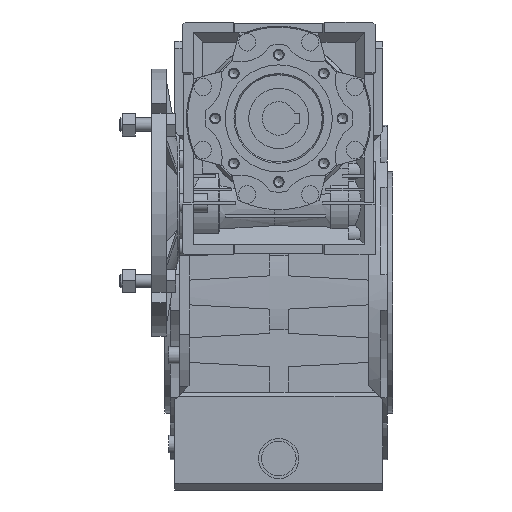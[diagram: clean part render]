
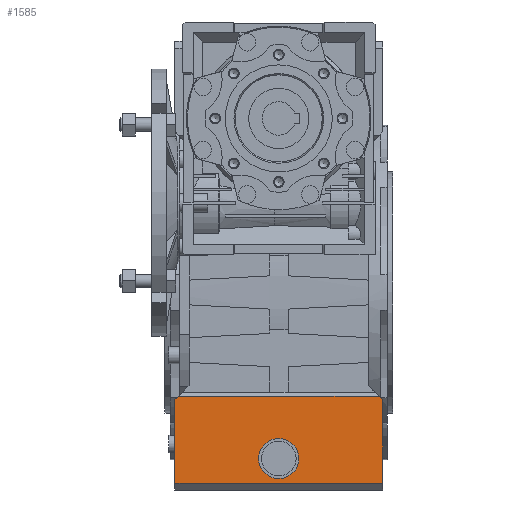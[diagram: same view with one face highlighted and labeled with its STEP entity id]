
A CAD part, front view. The second image highlights one B-rep face of the part: STEP entity #1585.
In plain terms, the highlighted planar face has unit normal (0, -1, 0).
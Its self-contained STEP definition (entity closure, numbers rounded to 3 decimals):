
#1585=ADVANCED_FACE('',(#17453,#17455),#17457,.F.);
#17453=FACE_BOUND('',#17454,.T.);
#17454=EDGE_LOOP('',(#30642,#30643,#30644,#30645,#30646,#30647));
#17455=FACE_BOUND('',#17456,.T.);
#17456=EDGE_LOOP('',(#30648));
#17457=PLANE('',#17458);
#17458=AXIS2_PLACEMENT_3D('',#17459,#17460,#17461);
#17459=CARTESIAN_POINT('',(77.5,-145.,182.5));
#17460=DIRECTION('',(-0.,1.,0.));
#17461=DIRECTION('',(0.,-0.,1.));
#30642=ORIENTED_EDGE('',*,*,#39744,.T.);
#30643=ORIENTED_EDGE('',*,*,#39747,.T.);
#30644=ORIENTED_EDGE('',*,*,#39748,.T.);
#30645=ORIENTED_EDGE('',*,*,#39749,.F.);
#30646=ORIENTED_EDGE('',*,*,#39750,.T.);
#30647=ORIENTED_EDGE('',*,*,#39566,.T.);
#30648=ORIENTED_EDGE('',*,*,#39751,.T.);
#39566=EDGE_CURVE('',#44407,#44404,#44408,.T.);
#39744=EDGE_CURVE('',#44404,#44709,#44710,.T.);
#39747=EDGE_CURVE('',#44709,#44714,#44715,.T.);
#39748=EDGE_CURVE('',#44714,#44716,#44717,.F.);
#39749=EDGE_CURVE('',#44718,#44716,#44719,.T.);
#39750=EDGE_CURVE('',#44718,#44407,#44720,.T.);
#39751=EDGE_CURVE('',#44721,#44721,#44722,.F.);
#44404=VERTEX_POINT('',#52653);
#44407=VERTEX_POINT('',#52658);
#44408=LINE('',#52659,#52660);
#44709=VERTEX_POINT('',#53346);
#44710=LINE('',#53347,#53348);
#44714=VERTEX_POINT('',#53357);
#44715=LINE('',#53358,#53359);
#44716=VERTEX_POINT('',#53361);
#44717=LINE('',#53362,#53363);
#44718=VERTEX_POINT('',#53365);
#44719=LINE('',#53366,#53367);
#44720=LINE('',#53369,#53370);
#44721=VERTEX_POINT('',#53372);
#44722=CIRCLE('',#53373,15.);
#52653=CARTESIAN_POINT('',(-77.5,-145.,-142.5));
#52658=CARTESIAN_POINT('',(-77.5,-145.,-80.));
#52659=CARTESIAN_POINT('',(-77.5,-145.,-80.));
#52660=VECTOR('',#52661,1.);
#52661=DIRECTION('',(0.,0.,-1.));
#53346=CARTESIAN_POINT('',(77.5,-145.,-142.5));
#53347=CARTESIAN_POINT('',(-77.5,-145.,-142.5));
#53348=VECTOR('',#53349,1.);
#53349=DIRECTION('',(1.,0.,0.));
#53357=CARTESIAN_POINT('',(77.5,-145.,-80.));
#53358=CARTESIAN_POINT('',(77.5,-145.,-142.5));
#53359=VECTOR('',#53360,1.);
#53360=DIRECTION('',(0.,0.,1.));
#53361=CARTESIAN_POINT('',(75.,-145.,-77.5));
#53362=CARTESIAN_POINT('',(75.,-145.,-77.5));
#53363=VECTOR('',#53364,1.);
#53364=DIRECTION('',(0.707,0.,-0.707));
#53365=CARTESIAN_POINT('',(-75.,-145.,-77.5));
#53366=CARTESIAN_POINT('',(-75.,-145.,-77.5));
#53367=VECTOR('',#53368,1.);
#53368=DIRECTION('',(1.,0.,0.));
#53369=CARTESIAN_POINT('',(-75.,-145.,-77.5));
#53370=VECTOR('',#53371,1.);
#53371=DIRECTION('',(-0.707,0.,-0.707));
#53372=CARTESIAN_POINT('',(15.,-145.,-124.));
#53373=AXIS2_PLACEMENT_3D('',#53374,#53375,#53376);
#53374=CARTESIAN_POINT('',(0.,-145.,-124.));
#53375=DIRECTION('',(0.,-1.,-0.));
#53376=DIRECTION('',(1.,0.,0.));
